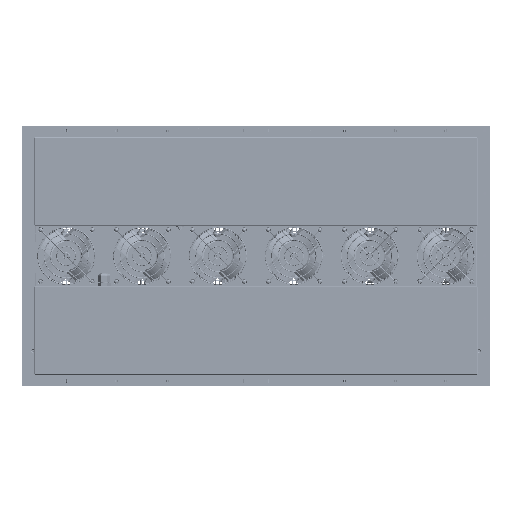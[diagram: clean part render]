
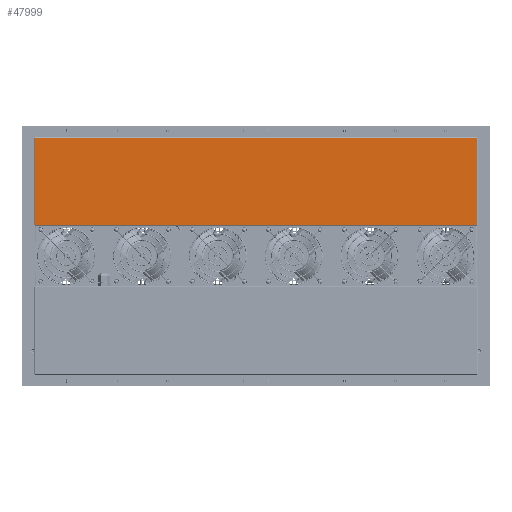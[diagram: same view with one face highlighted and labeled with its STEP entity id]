
A CAD part, top view. The second image highlights one B-rep face of the part: STEP entity #47999.
In plain terms, the highlighted planar face has unit normal (0, 0, 1).
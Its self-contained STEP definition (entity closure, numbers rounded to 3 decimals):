
#4334 = EDGE_CURVE ( 'NONE', #217069, #215366, #95471, .T. ) ;
#6031 = LINE ( 'NONE', #257265, #143280 ) ;
#28606 = DIRECTION ( 'NONE',  ( -1., 0., 0. ) ) ;
#29325 = VECTOR ( 'NONE', #205840, 39.37 ) ;
#41623 = ORIENTED_EDGE ( 'NONE', *, *, #73296, .T. ) ;
#45593 = EDGE_CURVE ( 'NONE', #251854, #106361, #120593, .T. ) ;
#47999 = ADVANCED_FACE ( 'NONE', ( #89697 ), #57763, .T. ) ;
#51509 = VECTOR ( 'NONE', #205559, 39.37 ) ;
#57763 = PLANE ( 'NONE',  #121242 ) ;
#59460 = VERTEX_POINT ( 'NONE', #183930 ) ;
#61113 = DIRECTION ( 'NONE',  ( 0., -1., 0. ) ) ;
#73296 = EDGE_CURVE ( 'NONE', #59460, #83942, #117852, .T. ) ;
#77500 = VECTOR ( 'NONE', #28606, 39.37 ) ;
#80711 = ORIENTED_EDGE ( 'NONE', *, *, #130548, .T. ) ;
#83942 = VERTEX_POINT ( 'NONE', #254553 ) ;
#85369 = DIRECTION ( 'NONE',  ( 0., 0., 1. ) ) ;
#89697 = FACE_OUTER_BOUND ( 'NONE', #287732, .T. ) ;
#92976 = ORIENTED_EDGE ( 'NONE', *, *, #133143, .T. ) ;
#95471 = LINE ( 'NONE', #139079, #146893 ) ;
#106361 = VERTEX_POINT ( 'NONE', #120923 ) ;
#115167 = CARTESIAN_POINT ( 'NONE',  ( 9.797, 3.682, 5.206 ) ) ;
#117852 = LINE ( 'NONE', #276097, #237945 ) ;
#120593 = LINE ( 'NONE', #263208, #266481 ) ;
#120923 = CARTESIAN_POINT ( 'NONE',  ( 44.738, 3.682, 5.206 ) ) ;
#121242 = AXIS2_PLACEMENT_3D ( 'NONE', #248373, #85369, #277221 ) ;
#127301 = ORIENTED_EDGE ( 'NONE', *, *, #132805, .T. ) ;
#130548 = EDGE_CURVE ( 'NONE', #285392, #106361, #305016, .T. ) ;
#132805 = EDGE_CURVE ( 'NONE', #83942, #285392, #312645, .T. ) ;
#133143 = EDGE_CURVE ( 'NONE', #215366, #239271, #205953, .T. ) ;
#139079 = CARTESIAN_POINT ( 'NONE',  ( 9.797, -3.27, 5.206 ) ) ;
#143280 = VECTOR ( 'NONE', #284947, 39.37 ) ;
#146893 = VECTOR ( 'NONE', #61113, 39.37 ) ;
#157211 = CARTESIAN_POINT ( 'NONE',  ( 9.807, -3.208, 5.206 ) ) ;
#160629 = ORIENTED_EDGE ( 'NONE', *, *, #291881, .T. ) ;
#165195 = CARTESIAN_POINT ( 'NONE',  ( 44.765, 3.682, 5.206 ) ) ;
#168535 = CARTESIAN_POINT ( 'NONE',  ( 44.748, 3.682, 5.206 ) ) ;
#177073 = CARTESIAN_POINT ( 'NONE',  ( 44.748, -3.27, 5.206 ) ) ;
#183930 = CARTESIAN_POINT ( 'NONE',  ( 44.738, -3.208, 5.206 ) ) ;
#184764 = DIRECTION ( 'NONE',  ( -1., 0., 0. ) ) ;
#193245 = DIRECTION ( 'NONE',  ( 1., 0., 0. ) ) ;
#205559 = DIRECTION ( 'NONE',  ( 1., 0., 0. ) ) ;
#205840 = DIRECTION ( 'NONE',  ( 0., 1., 0. ) ) ;
#205953 = LINE ( 'NONE', #259592, #51509 ) ;
#211450 = ORIENTED_EDGE ( 'NONE', *, *, #45593, .F. ) ;
#215366 = VERTEX_POINT ( 'NONE', #355048 ) ;
#217069 = VERTEX_POINT ( 'NONE', #115167 ) ;
#221775 = CARTESIAN_POINT ( 'NONE',  ( 9.807, 3.682, 5.206 ) ) ;
#227205 = ORIENTED_EDGE ( 'NONE', *, *, #323977, .F. ) ;
#237945 = VECTOR ( 'NONE', #193245, 39.37 ) ;
#239271 = VERTEX_POINT ( 'NONE', #353407 ) ;
#248373 = CARTESIAN_POINT ( 'NONE',  ( 9.807, -3.27, 5.206 ) ) ;
#251854 = VERTEX_POINT ( 'NONE', #221775 ) ;
#254553 = CARTESIAN_POINT ( 'NONE',  ( 44.748, -3.208, 5.206 ) ) ;
#257265 = CARTESIAN_POINT ( 'NONE',  ( 9.779, 3.682, 5.206 ) ) ;
#259592 = CARTESIAN_POINT ( 'NONE',  ( 9.807, -3.208, 5.206 ) ) ;
#263208 = CARTESIAN_POINT ( 'NONE',  ( 9.807, 3.682, 5.206 ) ) ;
#266400 = ORIENTED_EDGE ( 'NONE', *, *, #4334, .T. ) ;
#266481 = VECTOR ( 'NONE', #296783, 39.37 ) ;
#276097 = CARTESIAN_POINT ( 'NONE',  ( 44.738, -3.208, 5.206 ) ) ;
#277221 = DIRECTION ( 'NONE',  ( 1., 0., 0. ) ) ;
#284947 = DIRECTION ( 'NONE',  ( -1., 0., 0. ) ) ;
#285392 = VERTEX_POINT ( 'NONE', #168535 ) ;
#287478 = LINE ( 'NONE', #157211, #343249 ) ;
#287732 = EDGE_LOOP ( 'NONE', ( #127301, #80711, #211450, #160629, #266400, #92976, #227205, #41623 ) ) ;
#291881 = EDGE_CURVE ( 'NONE', #251854, #217069, #6031, .T. ) ;
#296783 = DIRECTION ( 'NONE',  ( 1., 0., 0. ) ) ;
#305016 = LINE ( 'NONE', #165195, #77500 ) ;
#312645 = LINE ( 'NONE', #177073, #29325 ) ;
#323977 = EDGE_CURVE ( 'NONE', #59460, #239271, #287478, .T. ) ;
#343249 = VECTOR ( 'NONE', #184764, 39.37 ) ;
#353407 = CARTESIAN_POINT ( 'NONE',  ( 9.807, -3.208, 5.206 ) ) ;
#355048 = CARTESIAN_POINT ( 'NONE',  ( 9.797, -3.208, 5.206 ) ) ;
